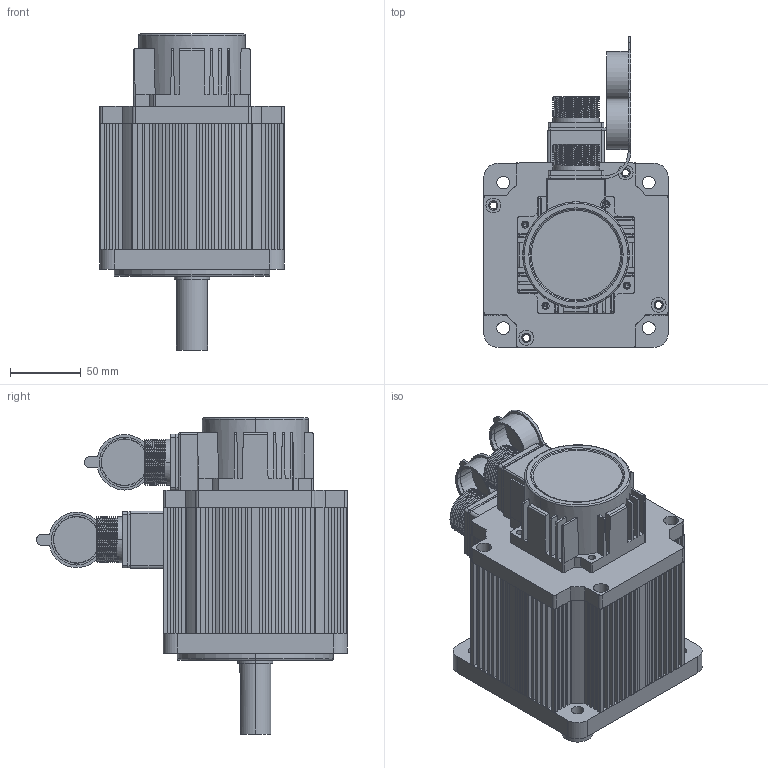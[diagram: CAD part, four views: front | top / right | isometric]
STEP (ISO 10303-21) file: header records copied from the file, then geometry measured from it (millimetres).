
FILE_DESCRIPTION (( 'STEP AP203' ), '1' );
FILE_NAME ('1304N.M.STEP', '2019-03-21T05:11:57', ( '微软用户' ), ( '微软中国' ), 'SwSTEP 2.0', 'SolidWorks 2016', '' );
FILE_SCHEMA (( 'CONFIG_CONTROL_DESIGN' ));
Length unit declared in the file: millimetre
Products named in the file (12): 1304N.M; 晤鎢ん欶; 4郋瑤脣; 瑤脣價釱; 瑤脣々菜; 130-4郋瑤脣釱; 15郋瑤脣; 130儂褲; 15郋瑤脣釱; 130ヶ裔; 130綴裔1; 130 4N.M粣
Assembly tree (12 placements, depth 3):
  1304N.M
    130儂褲
    130ヶ裔
    130 4N.M粣
    晤鎢ん欶
    130-4郋瑤脣釱
      4郋瑤脣
      瑤脣價釱
      瑤脣々菜
    15郋瑤脣釱
      15郋瑤脣
      瑤脣々菜
    130綴裔1
Bounding box: 130 x 219.29 x 223 mm (x, y, z)
Volume: 779076.3 mm3; surface area: 358164.1 mm2
Topology: 11 solids, 11 shells, 1335 faces, 3587 edges, 2318 vertices
Faces by surface type: plane 651, cylinder 582, sphere 36, torus 31, cone 27, bspline 8
Entity records: 44700 total; most frequent: CARTESIAN_POINT 11058, DIRECTION 6785, ORIENTED_EDGE 6778, EDGE_CURVE 3389, AXIS2_PLACEMENT_3D 2374, VERTEX_POINT 2218, VECTOR 2037, LINE 2037
